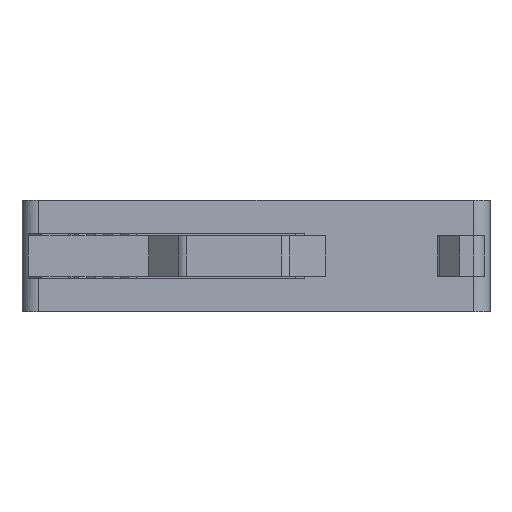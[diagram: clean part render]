
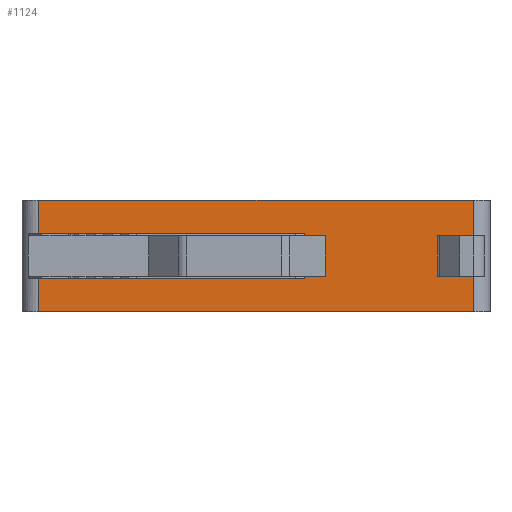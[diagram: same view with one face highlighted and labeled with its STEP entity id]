
A CAD part, front view. The second image highlights one B-rep face of the part: STEP entity #1124.
In plain terms, the highlighted planar face has unit normal (0, -1, 0).
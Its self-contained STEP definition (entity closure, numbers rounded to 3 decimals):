
#58 = VERTEX_POINT ( 'NONE', #6516 ) ;
#74 = CARTESIAN_POINT ( 'NONE',  ( -19.5, -17.629, 2. ) ) ;
#106 = DIRECTION ( 'NONE',  ( 1., 0., 0. ) ) ;
#112 = PLANE ( 'NONE',  #442 ) ;
#130 = VECTOR ( 'NONE', #7980, 1000. ) ;
#143 = VERTEX_POINT ( 'NONE', #4662 ) ;
#328 = CARTESIAN_POINT ( 'NONE',  ( -19.5, -17.629, 5. ) ) ;
#338 = EDGE_CURVE ( 'NONE', #8166, #5996, #7718, .T. ) ;
#391 = DIRECTION ( 'NONE',  ( 0., 0., -1. ) ) ;
#398 = LINE ( 'NONE', #1614, #2122 ) ;
#404 = CARTESIAN_POINT ( 'NONE',  ( 19.5, -17.629, 5. ) ) ;
#434 = VERTEX_POINT ( 'NONE', #2136 ) ;
#442 = AXIS2_PLACEMENT_3D ( 'NONE', #3069, #8169, #3798 ) ;
#451 = VECTOR ( 'NONE', #7297, 1000. ) ;
#513 = ORIENTED_EDGE ( 'NONE', *, *, #5413, .F. ) ;
#674 = DIRECTION ( 'NONE',  ( -1., 0., 0. ) ) ;
#713 = ORIENTED_EDGE ( 'NONE', *, *, #8545, .T. ) ;
#888 = VERTEX_POINT ( 'NONE', #2893 ) ;
#928 = DIRECTION ( 'NONE',  ( 1., 0., 0. ) ) ;
#959 = CARTESIAN_POINT ( 'NONE',  ( 19.5, -17.629, 5. ) ) ;
#986 = ORIENTED_EDGE ( 'NONE', *, *, #2502, .T. ) ;
#1005 = VERTEX_POINT ( 'NONE', #2626 ) ;
#1018 = EDGE_CURVE ( 'NONE', #4243, #1171, #8669, .T. ) ;
#1124 = ADVANCED_FACE ( 'NONE', ( #8098 ), #112, .F. ) ;
#1131 = EDGE_CURVE ( 'NONE', #143, #58, #9124, .T. ) ;
#1171 = VERTEX_POINT ( 'NONE', #8965 ) ;
#1256 = EDGE_CURVE ( 'NONE', #3018, #9266, #8086, .T. ) ;
#1283 = ORIENTED_EDGE ( 'NONE', *, *, #9330, .T. ) ;
#1344 = VECTOR ( 'NONE', #6757, 1000. ) ;
#1475 = CARTESIAN_POINT ( 'NONE',  ( 19.5, -17.629, 1.8 ) ) ;
#1500 = DIRECTION ( 'NONE',  ( 1., 0., 0. ) ) ;
#1583 = EDGE_CURVE ( 'NONE', #143, #434, #6835, .T. ) ;
#1604 = CARTESIAN_POINT ( 'NONE',  ( 19.5, -17.629, -1.8 ) ) ;
#1614 = CARTESIAN_POINT ( 'NONE',  ( 19.5, -17.629, 1.8 ) ) ;
#1738 = CARTESIAN_POINT ( 'NONE',  ( 4.327, -17.629, 1.8 ) ) ;
#2028 = VECTOR ( 'NONE', #1500, 1000. ) ;
#2122 = VECTOR ( 'NONE', #5982, 1000. ) ;
#2128 = VECTOR ( 'NONE', #7899, 1000. ) ;
#2136 = CARTESIAN_POINT ( 'NONE',  ( 6.207, -17.629, -1.8 ) ) ;
#2156 = LINE ( 'NONE', #959, #6053 ) ;
#2233 = LINE ( 'NONE', #2725, #6132 ) ;
#2480 = VECTOR ( 'NONE', #6100, 1000. ) ;
#2502 = EDGE_CURVE ( 'NONE', #9266, #1171, #7990, .T. ) ;
#2505 = VECTOR ( 'NONE', #391, 1000. ) ;
#2626 = CARTESIAN_POINT ( 'NONE',  ( 6.207, -17.629, 1.8 ) ) ;
#2725 = CARTESIAN_POINT ( 'NONE',  ( 6.207, -17.629, 5. ) ) ;
#2785 = EDGE_CURVE ( 'NONE', #5996, #4158, #7181, .T. ) ;
#2788 = CARTESIAN_POINT ( 'NONE',  ( 16.263, -17.629, 1.8 ) ) ;
#2893 = CARTESIAN_POINT ( 'NONE',  ( -19.5, -17.629, -5. ) ) ;
#2907 = CARTESIAN_POINT ( 'NONE',  ( 19.5, -17.629, 2. ) ) ;
#2974 = CARTESIAN_POINT ( 'NONE',  ( 19.5, -17.629, -1.8 ) ) ;
#3018 = VERTEX_POINT ( 'NONE', #328 ) ;
#3069 = CARTESIAN_POINT ( 'NONE',  ( 19.5, -17.629, 5. ) ) ;
#3077 = VECTOR ( 'NONE', #4838, 1000. ) ;
#3091 = CARTESIAN_POINT ( 'NONE',  ( 19.5, -17.629, -1.8 ) ) ;
#3200 = DIRECTION ( 'NONE',  ( 0., 0., -1. ) ) ;
#3299 = VECTOR ( 'NONE', #928, 1000. ) ;
#3480 = LINE ( 'NONE', #404, #7136 ) ;
#3730 = ORIENTED_EDGE ( 'NONE', *, *, #4457, .F. ) ;
#3739 = ORIENTED_EDGE ( 'NONE', *, *, #9150, .T. ) ;
#3745 = LINE ( 'NONE', #9400, #6729 ) ;
#3765 = CARTESIAN_POINT ( 'NONE',  ( 19.5, -17.629, 1.8 ) ) ;
#3798 = DIRECTION ( 'NONE',  ( 0., 0., 1. ) ) ;
#4158 = VERTEX_POINT ( 'NONE', #1604 ) ;
#4243 = VERTEX_POINT ( 'NONE', #1738 ) ;
#4270 = ORIENTED_EDGE ( 'NONE', *, *, #2785, .F. ) ;
#4285 = ORIENTED_EDGE ( 'NONE', *, *, #8042, .T. ) ;
#4457 = EDGE_CURVE ( 'NONE', #3018, #6734, #3480, .T. ) ;
#4648 = CARTESIAN_POINT ( 'NONE',  ( 19.5, -17.629, 5. ) ) ;
#4662 = CARTESIAN_POINT ( 'NONE',  ( 4.327, -17.629, -1.8 ) ) ;
#4670 = CARTESIAN_POINT ( 'NONE',  ( 19.5, -17.629, 5. ) ) ;
#4750 = EDGE_CURVE ( 'NONE', #4158, #9329, #9247, .T. ) ;
#4783 = CARTESIAN_POINT ( 'NONE',  ( -19.5, -17.629, 5. ) ) ;
#4838 = DIRECTION ( 'NONE',  ( 0., 0., 1. ) ) ;
#4866 = ORIENTED_EDGE ( 'NONE', *, *, #6728, .T. ) ;
#5205 = CARTESIAN_POINT ( 'NONE',  ( 16.263, -17.629, 1.8 ) ) ;
#5233 = CARTESIAN_POINT ( 'NONE',  ( 19.5, -17.629, -5. ) ) ;
#5369 = ORIENTED_EDGE ( 'NONE', *, *, #1256, .T. ) ;
#5413 = EDGE_CURVE ( 'NONE', #6734, #6937, #2156, .T. ) ;
#5978 = LINE ( 'NONE', #7238, #130 ) ;
#5982 = DIRECTION ( 'NONE',  ( 1., 0., 0. ) ) ;
#5996 = VERTEX_POINT ( 'NONE', #9140 ) ;
#6053 = VECTOR ( 'NONE', #6092, 1000. ) ;
#6069 = CARTESIAN_POINT ( 'NONE',  ( -19.5, -17.629, -2. ) ) ;
#6092 = DIRECTION ( 'NONE',  ( 0., 0., -1. ) ) ;
#6100 = DIRECTION ( 'NONE',  ( 1., 0., 0. ) ) ;
#6111 = EDGE_CURVE ( 'NONE', #434, #1005, #2233, .T. ) ;
#6132 = VECTOR ( 'NONE', #7813, 1000. ) ;
#6217 = DIRECTION ( 'NONE',  ( 1., 0., 0. ) ) ;
#6463 = ORIENTED_EDGE ( 'NONE', *, *, #1131, .T. ) ;
#6516 = CARTESIAN_POINT ( 'NONE',  ( 4.327, -17.629, -2. ) ) ;
#6728 = EDGE_CURVE ( 'NONE', #888, #9329, #8286, .T. ) ;
#6729 = VECTOR ( 'NONE', #674, 1000. ) ;
#6734 = VERTEX_POINT ( 'NONE', #4648 ) ;
#6757 = DIRECTION ( 'NONE',  ( 0., 0., -1. ) ) ;
#6809 = ORIENTED_EDGE ( 'NONE', *, *, #1018, .F. ) ;
#6835 = LINE ( 'NONE', #2974, #2028 ) ;
#6937 = VERTEX_POINT ( 'NONE', #1475 ) ;
#7136 = VECTOR ( 'NONE', #6217, 1000. ) ;
#7181 = LINE ( 'NONE', #3091, #3299 ) ;
#7238 = CARTESIAN_POINT ( 'NONE',  ( -19.5, -17.629, 5. ) ) ;
#7297 = DIRECTION ( 'NONE',  ( 1., 0., 0. ) ) ;
#7315 = VECTOR ( 'NONE', #3200, 1000. ) ;
#7377 = CARTESIAN_POINT ( 'NONE',  ( 4.327, -17.629, -2. ) ) ;
#7392 = VECTOR ( 'NONE', #106, 1000. ) ;
#7718 = LINE ( 'NONE', #2788, #2128 ) ;
#7813 = DIRECTION ( 'NONE',  ( 0., 0., 1. ) ) ;
#7899 = DIRECTION ( 'NONE',  ( 0., 0., -1. ) ) ;
#7980 = DIRECTION ( 'NONE',  ( 0., 0., -1. ) ) ;
#7990 = LINE ( 'NONE', #2907, #451 ) ;
#8042 = EDGE_CURVE ( 'NONE', #4243, #1005, #398, .T. ) ;
#8043 = EDGE_LOOP ( 'NONE', ( #8640, #6463, #3739, #713, #4866, #8232, #4270, #8654, #1283, #513, #3730, #5369, #986, #6809, #4285, #9113 ) ) ;
#8064 = VERTEX_POINT ( 'NONE', #6069 ) ;
#8086 = LINE ( 'NONE', #4783, #2505 ) ;
#8098 = FACE_OUTER_BOUND ( 'NONE', #8043, .T. ) ;
#8166 = VERTEX_POINT ( 'NONE', #5205 ) ;
#8169 = DIRECTION ( 'NONE',  ( 0., 1., 0. ) ) ;
#8232 = ORIENTED_EDGE ( 'NONE', *, *, #4750, .F. ) ;
#8277 = CARTESIAN_POINT ( 'NONE',  ( 19.5, -17.629, -5. ) ) ;
#8286 = LINE ( 'NONE', #8277, #2480 ) ;
#8545 = EDGE_CURVE ( 'NONE', #8064, #888, #5978, .T. ) ;
#8640 = ORIENTED_EDGE ( 'NONE', *, *, #1583, .F. ) ;
#8654 = ORIENTED_EDGE ( 'NONE', *, *, #338, .F. ) ;
#8669 = LINE ( 'NONE', #9220, #3077 ) ;
#8965 = CARTESIAN_POINT ( 'NONE',  ( 4.327, -17.629, 2. ) ) ;
#9113 = ORIENTED_EDGE ( 'NONE', *, *, #6111, .F. ) ;
#9124 = LINE ( 'NONE', #7377, #1344 ) ;
#9140 = CARTESIAN_POINT ( 'NONE',  ( 16.263, -17.629, -1.8 ) ) ;
#9150 = EDGE_CURVE ( 'NONE', #58, #8064, #3745, .T. ) ;
#9220 = CARTESIAN_POINT ( 'NONE',  ( 4.327, -17.629, 2. ) ) ;
#9247 = LINE ( 'NONE', #4670, #7315 ) ;
#9266 = VERTEX_POINT ( 'NONE', #74 ) ;
#9320 = LINE ( 'NONE', #3765, #7392 ) ;
#9329 = VERTEX_POINT ( 'NONE', #5233 ) ;
#9330 = EDGE_CURVE ( 'NONE', #8166, #6937, #9320, .T. ) ;
#9400 = CARTESIAN_POINT ( 'NONE',  ( 19.5, -17.629, -2. ) ) ;
